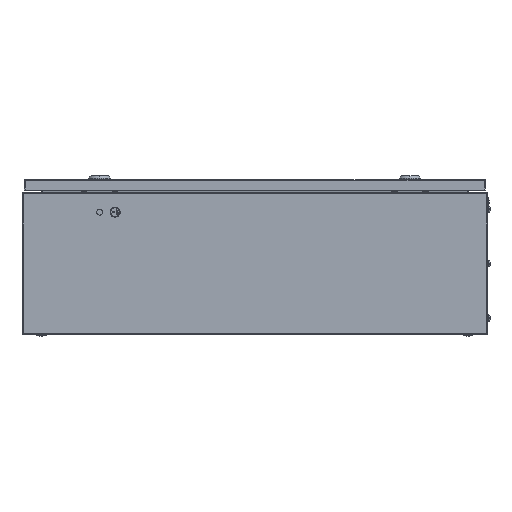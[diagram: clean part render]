
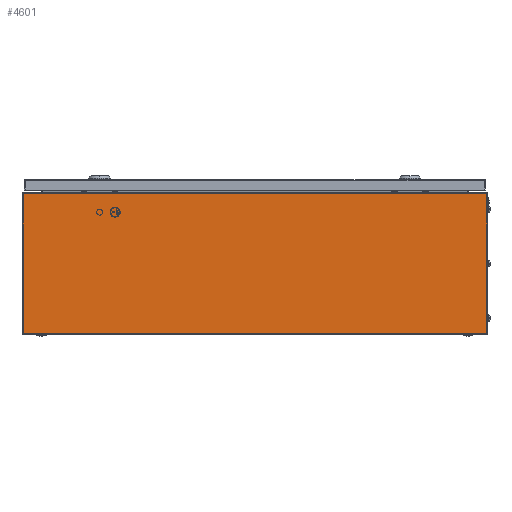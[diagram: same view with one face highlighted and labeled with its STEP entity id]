
A CAD part, left-side view. The second image highlights one B-rep face of the part: STEP entity #4601.
In plain terms, the highlighted planar face has unit normal (-1, 0, 0).
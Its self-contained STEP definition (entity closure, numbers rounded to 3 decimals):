
#4601 = ADVANCED_FACE ( 'NONE', ( #34776 ), #17721, .F. ) ;
#5619 = VECTOR ( 'NONE', #65974, 1000. ) ;
#11550 = EDGE_CURVE ( 'NONE', #63608, #40401, #33970, .T. ) ;
#13996 = ORIENTED_EDGE ( 'NONE', *, *, #16887, .F. ) ;
#16887 = EDGE_CURVE ( 'NONE', #63608, #65365, #67231, .T. ) ;
#17635 = VERTEX_POINT ( 'NONE', #45436 ) ;
#17721 = PLANE ( 'NONE',  #27294 ) ;
#21165 = LINE ( 'NONE', #25643, #61947 ) ;
#22441 = ORIENTED_EDGE ( 'NONE', *, *, #38767, .F. ) ;
#25217 = VECTOR ( 'NONE', #46293, 1000. ) ;
#25643 = CARTESIAN_POINT ( 'NONE',  ( 0., 0., 0. ) ) ;
#27294 = AXIS2_PLACEMENT_3D ( 'NONE', #59936, #65535, #38986 ) ;
#30874 = DIRECTION ( 'NONE',  ( 0., -1., 0. ) ) ;
#33970 = LINE ( 'NONE', #55268, #35129 ) ;
#34776 = FACE_OUTER_BOUND ( 'NONE', #64226, .T. ) ;
#35129 = VECTOR ( 'NONE', #48341, 1000. ) ;
#36112 = CARTESIAN_POINT ( 'NONE',  ( 0., 0., 183. ) ) ;
#36157 = CARTESIAN_POINT ( 'NONE',  ( 0., 600., 0. ) ) ;
#38767 = EDGE_CURVE ( 'NONE', #65365, #17635, #44339, .T. ) ;
#38986 = DIRECTION ( 'NONE',  ( 0., 0., -1. ) ) ;
#40401 = VERTEX_POINT ( 'NONE', #36157 ) ;
#41478 = CARTESIAN_POINT ( 'NONE',  ( 0., 0., 183. ) ) ;
#41499 = EDGE_CURVE ( 'NONE', #40401, #17635, #21165, .T. ) ;
#43649 = CARTESIAN_POINT ( 'NONE',  ( 0., 0., 183. ) ) ;
#44339 = LINE ( 'NONE', #43649, #5619 ) ;
#45436 = CARTESIAN_POINT ( 'NONE',  ( 0., 0., 0. ) ) ;
#46293 = DIRECTION ( 'NONE',  ( 0., -1., 0. ) ) ;
#48097 = ORIENTED_EDGE ( 'NONE', *, *, #41499, .T. ) ;
#48341 = DIRECTION ( 'NONE',  ( 0., 0., -1. ) ) ;
#55268 = CARTESIAN_POINT ( 'NONE',  ( 0., 600., 183. ) ) ;
#59936 = CARTESIAN_POINT ( 'NONE',  ( 0., 0., 183. ) ) ;
#60031 = CARTESIAN_POINT ( 'NONE',  ( 0., 600., 183. ) ) ;
#61947 = VECTOR ( 'NONE', #30874, 1000. ) ;
#63608 = VERTEX_POINT ( 'NONE', #60031 ) ;
#64226 = EDGE_LOOP ( 'NONE', ( #48097, #22441, #13996, #64950 ) ) ;
#64950 = ORIENTED_EDGE ( 'NONE', *, *, #11550, .T. ) ;
#65365 = VERTEX_POINT ( 'NONE', #41478 ) ;
#65535 = DIRECTION ( 'NONE',  ( 1., 0., 0. ) ) ;
#65974 = DIRECTION ( 'NONE',  ( 0., 0., -1. ) ) ;
#67231 = LINE ( 'NONE', #36112, #25217 ) ;
